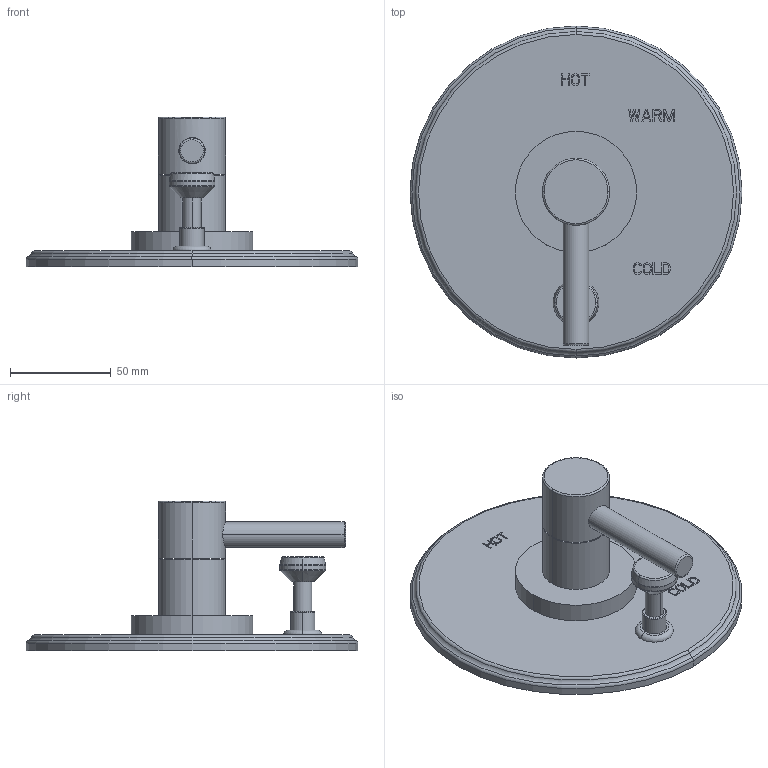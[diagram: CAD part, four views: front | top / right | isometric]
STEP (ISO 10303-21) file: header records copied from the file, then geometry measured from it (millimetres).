
FILE_DESCRIPTION((''),'2;1');
FILE_NAME('5-1502BP','2021-06-07T17:00:54',('jinson.thomas'),(''),'CREO PARAMETRIC BY PTC INC, 2018400','CREO PARAMETRIC BY PTC INC, 2018400','');
FILE_SCHEMA(('CONFIG_CONTROL_DESIGN'));
Length unit declared in the file: inch
Products named in the file (1): 5-1502BP
Bounding box: 165.1 x 165.1 x 74.57 mm (x, y, z)
Volume: 257083.6 mm3; surface area: 59812.6 mm2
Topology: 1 solids, 1 shells, 315 faces, 839 edges, 552 vertices
Faces by surface type: plane 271, cylinder 20, torus 20, cone 4
Entity records: 9753 total; most frequent: CARTESIAN_POINT 1782, ORIENTED_EDGE 1678, DIRECTION 1551, EDGE_CURVE 839, VECTOR 753, LINE 753, VERTEX_POINT 552, AXIS2_PLACEMENT_3D 399
